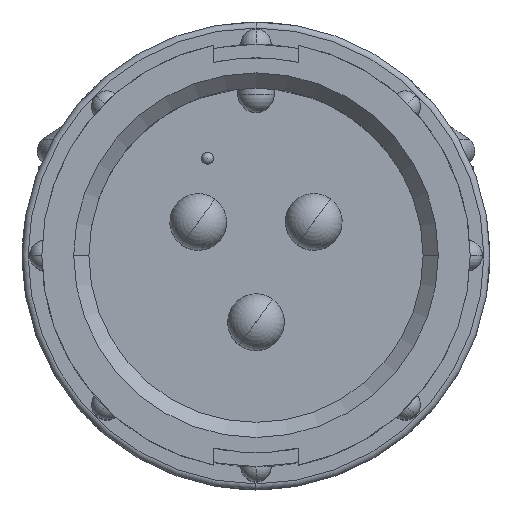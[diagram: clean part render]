
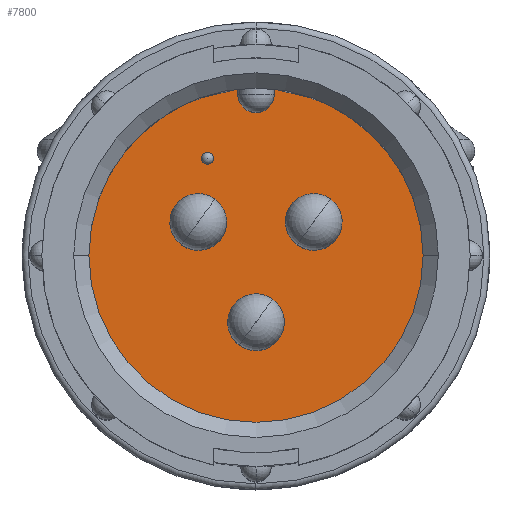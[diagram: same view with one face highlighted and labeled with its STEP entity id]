
A CAD part, top view. The second image highlights one B-rep face of the part: STEP entity #7800.
In plain terms, the highlighted planar face has unit normal (0, 0, 1).
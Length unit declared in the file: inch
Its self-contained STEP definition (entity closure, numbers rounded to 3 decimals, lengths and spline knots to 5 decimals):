
#22 = DIRECTION ( 'NONE',  ( 1., 0., 0. ) ) ;
#146 = CARTESIAN_POINT ( 'NONE',  ( -0.07, 0.16, -0.31 ) ) ;
#338 = DIRECTION ( 'NONE',  ( 1., 0., 0. ) ) ;
#425 = EDGE_CURVE ( 'NONE', #1408, #5398, #10380, .T. ) ;
#525 = AXIS2_PLACEMENT_3D ( 'NONE', #10392, #9106, #8712 ) ;
#542 = EDGE_CURVE ( 'NONE', #5398, #5220, #696, .T. ) ;
#562 = EDGE_CURVE ( 'NONE', #1408, #6410, #5880, .T. ) ;
#696 = CIRCLE ( 'NONE', #9294, 0.03 ) ;
#878 = AXIS2_PLACEMENT_3D ( 'NONE', #6618, #6634, #1349 ) ;
#921 = PLANE ( 'NONE',  #3335 ) ;
#958 = EDGE_LOOP ( 'NONE', ( #1708, #2854 ) ) ;
#999 = CIRCLE ( 'NONE', #525, 0.04668 ) ;
#1010 = EDGE_CURVE ( 'NONE', #5125, #9769, #8471, .T. ) ;
#1268 = CARTESIAN_POINT ( 'NONE',  ( -0.03, 0.265, -0.31 ) ) ;
#1330 = EDGE_LOOP ( 'NONE', ( #6582, #7830, #7047, #6520, #3928, #9526 ) ) ;
#1343 = VECTOR ( 'NONE', #10262, 39.37008 ) ;
#1349 = DIRECTION ( 'NONE',  ( 1., 0., 0. ) ) ;
#1386 = CARTESIAN_POINT ( 'NONE',  ( 0.03, 0.265, -0.31 ) ) ;
#1408 = VERTEX_POINT ( 'NONE', #10393 ) ;
#1501 = EDGE_CURVE ( 'NONE', #6410, #9016, #1550, .T. ) ;
#1547 = VERTEX_POINT ( 'NONE', #7502 ) ;
#1550 = CIRCLE ( 'NONE', #3510, 0.275 ) ;
#1583 = CARTESIAN_POINT ( 'NONE',  ( 0., 0.265, -0.31 ) ) ;
#1663 = VERTEX_POINT ( 'NONE', #146 ) ;
#1708 = ORIENTED_EDGE ( 'NONE', *, *, #10874, .T. ) ;
#1911 = CARTESIAN_POINT ( 'NONE',  ( 0.06757, 0.01723, -0.31 ) ) ;
#1958 = CIRCLE ( 'NONE', #3763, 0.04668 ) ;
#2177 = EDGE_CURVE ( 'NONE', #2416, #11063, #9761, .T. ) ;
#2265 = DIRECTION ( 'NONE',  ( 1., 0., 0. ) ) ;
#2401 = CIRCLE ( 'NONE', #5285, 0.275 ) ;
#2412 = DIRECTION ( 'NONE',  ( 0., 0., 1. ) ) ;
#2416 = VERTEX_POINT ( 'NONE', #1911 ) ;
#2469 = CARTESIAN_POINT ( 'NONE',  ( 0.02743, -0.07223, -0.31 ) ) ;
#2744 = ORIENTED_EDGE ( 'NONE', *, *, #5246, .F. ) ;
#2854 = ORIENTED_EDGE ( 'NONE', *, *, #10169, .T. ) ;
#2881 = CARTESIAN_POINT ( 'NONE',  ( 0.095, 0.055, -0.31 ) ) ;
#3282 = CARTESIAN_POINT ( 'NONE',  ( -0.08, 0.16, -0.31 ) ) ;
#3293 = EDGE_LOOP ( 'NONE', ( #5693, #4557 ) ) ;
#3335 = AXIS2_PLACEMENT_3D ( 'NONE', #3952, #4996, #11128 ) ;
#3376 = DIRECTION ( 'NONE',  ( 0., 0., 1. ) ) ;
#3475 = CARTESIAN_POINT ( 'NONE',  ( -0.095, 0.055, -0.31 ) ) ;
#3510 = AXIS2_PLACEMENT_3D ( 'NONE', #8988, #4035, #8407 ) ;
#3570 = DIRECTION ( 'NONE',  ( 0., 0., 1. ) ) ;
#3763 = AXIS2_PLACEMENT_3D ( 'NONE', #9626, #4368, #22 ) ;
#3812 = DIRECTION ( 'NONE',  ( 0., 0., -1. ) ) ;
#3912 = DIRECTION ( 'NONE',  ( 0., 0., 1. ) ) ;
#3928 = ORIENTED_EDGE ( 'NONE', *, *, #1501, .T. ) ;
#3952 = CARTESIAN_POINT ( 'NONE',  ( 0., 0., -0.31 ) ) ;
#4035 = DIRECTION ( 'NONE',  ( 0., 0., 1. ) ) ;
#4154 = DIRECTION ( 'NONE',  ( 1., 0., 0. ) ) ;
#4250 = EDGE_CURVE ( 'NONE', #9561, #1547, #999, .T. ) ;
#4313 = CIRCLE ( 'NONE', #8285, 0.01 ) ;
#4340 = AXIS2_PLACEMENT_3D ( 'NONE', #2881, #9005, #5425 ) ;
#4368 = DIRECTION ( 'NONE',  ( 0., 0., 1. ) ) ;
#4478 = EDGE_CURVE ( 'NONE', #5220, #11292, #9087, .T. ) ;
#4557 = ORIENTED_EDGE ( 'NONE', *, *, #7305, .F. ) ;
#4592 = CARTESIAN_POINT ( 'NONE',  ( -0.09, 0.16, -0.31 ) ) ;
#4796 = EDGE_LOOP ( 'NONE', ( #7087, #6773 ) ) ;
#4839 = VECTOR ( 'NONE', #8825, 39.37008 ) ;
#4996 = DIRECTION ( 'NONE',  ( 0., 0., 1. ) ) ;
#5125 = VERTEX_POINT ( 'NONE', #2469 ) ;
#5170 = CARTESIAN_POINT ( 'NONE',  ( 0., -0.11, -0.31 ) ) ;
#5220 = VERTEX_POINT ( 'NONE', #10151 ) ;
#5246 = EDGE_CURVE ( 'NONE', #11063, #2416, #7033, .T. ) ;
#5285 = AXIS2_PLACEMENT_3D ( 'NONE', #8504, #2412, #10898 ) ;
#5344 = VERTEX_POINT ( 'NONE', #4592 ) ;
#5398 = VERTEX_POINT ( 'NONE', #1268 ) ;
#5425 = DIRECTION ( 'NONE',  ( 1., 0., 0. ) ) ;
#5447 = EDGE_CURVE ( 'NONE', #9016, #11292, #2401, .T. ) ;
#5683 = AXIS2_PLACEMENT_3D ( 'NONE', #5170, #3570, #5821 ) ;
#5693 = ORIENTED_EDGE ( 'NONE', *, *, #1010, .F. ) ;
#5821 = DIRECTION ( 'NONE',  ( 1., 0., 0. ) ) ;
#5834 = DIRECTION ( 'NONE',  ( 0., 0., 1. ) ) ;
#5880 = CIRCLE ( 'NONE', #878, 0.275 ) ;
#5986 = DIRECTION ( 'NONE',  ( 1., 0., 0. ) ) ;
#6410 = VERTEX_POINT ( 'NONE', #7544 ) ;
#6520 = ORIENTED_EDGE ( 'NONE', *, *, #562, .T. ) ;
#6522 = CIRCLE ( 'NONE', #11307, 0.01 ) ;
#6582 = ORIENTED_EDGE ( 'NONE', *, *, #4478, .F. ) ;
#6618 = CARTESIAN_POINT ( 'NONE',  ( 0., 0., -0.31 ) ) ;
#6634 = DIRECTION ( 'NONE',  ( 0., 0., 1. ) ) ;
#6773 = ORIENTED_EDGE ( 'NONE', *, *, #4250, .F. ) ;
#6959 = CARTESIAN_POINT ( 'NONE',  ( 0.275, 0., -0.31 ) ) ;
#7012 = FACE_BOUND ( 'NONE', #958, .T. ) ;
#7033 = CIRCLE ( 'NONE', #4340, 0.04668 ) ;
#7047 = ORIENTED_EDGE ( 'NONE', *, *, #425, .F. ) ;
#7087 = ORIENTED_EDGE ( 'NONE', *, *, #7657, .F. ) ;
#7247 = ORIENTED_EDGE ( 'NONE', *, *, #2177, .F. ) ;
#7305 = EDGE_CURVE ( 'NONE', #9769, #5125, #1958, .T. ) ;
#7431 = CARTESIAN_POINT ( 'NONE',  ( 0.03, 0.27336, -0.31 ) ) ;
#7502 = CARTESIAN_POINT ( 'NONE',  ( -0.06757, 0.09277, -0.31 ) ) ;
#7544 = CARTESIAN_POINT ( 'NONE',  ( -0.275, 0., -0.31 ) ) ;
#7649 = AXIS2_PLACEMENT_3D ( 'NONE', #3475, #5834, #338 ) ;
#7657 = EDGE_CURVE ( 'NONE', #1547, #9561, #10831, .T. ) ;
#7800 = ADVANCED_FACE ( 'NONE', ( #7834, #10447, #7012, #10456, #9081 ), #921, .T. ) ;
#7830 = ORIENTED_EDGE ( 'NONE', *, *, #542, .F. ) ;
#7834 = FACE_BOUND ( 'NONE', #4796, .T. ) ;
#8137 = AXIS2_PLACEMENT_3D ( 'NONE', #9282, #3376, #5986 ) ;
#8285 = AXIS2_PLACEMENT_3D ( 'NONE', #3282, #9415, #4154 ) ;
#8407 = DIRECTION ( 'NONE',  ( 1., 0., 0. ) ) ;
#8471 = CIRCLE ( 'NONE', #5683, 0.04668 ) ;
#8504 = CARTESIAN_POINT ( 'NONE',  ( 0., 0., -0.31 ) ) ;
#8712 = DIRECTION ( 'NONE',  ( 1., 0., 0. ) ) ;
#8825 = DIRECTION ( 'NONE',  ( 0., 1., 0. ) ) ;
#8988 = CARTESIAN_POINT ( 'NONE',  ( 0., 0., -0.31 ) ) ;
#9005 = DIRECTION ( 'NONE',  ( 0., 0., 1. ) ) ;
#9016 = VERTEX_POINT ( 'NONE', #6959 ) ;
#9079 = CARTESIAN_POINT ( 'NONE',  ( -0.08, 0.16, -0.31 ) ) ;
#9081 = FACE_BOUND ( 'NONE', #10109, .T. ) ;
#9087 = LINE ( 'NONE', #1386, #4839 ) ;
#9106 = DIRECTION ( 'NONE',  ( 0., 0., 1. ) ) ;
#9282 = CARTESIAN_POINT ( 'NONE',  ( 0.095, 0.055, -0.31 ) ) ;
#9294 = AXIS2_PLACEMENT_3D ( 'NONE', #1583, #3912, #2265 ) ;
#9415 = DIRECTION ( 'NONE',  ( 0., 0., -1. ) ) ;
#9526 = ORIENTED_EDGE ( 'NONE', *, *, #5447, .T. ) ;
#9561 = VERTEX_POINT ( 'NONE', #10836 ) ;
#9626 = CARTESIAN_POINT ( 'NONE',  ( 0., -0.11, -0.31 ) ) ;
#9679 = CARTESIAN_POINT ( 'NONE',  ( 0.12243, 0.09277, -0.31 ) ) ;
#9761 = CIRCLE ( 'NONE', #8137, 0.04668 ) ;
#9769 = VERTEX_POINT ( 'NONE', #11190 ) ;
#9949 = DIRECTION ( 'NONE',  ( 1., 0., 0. ) ) ;
#10109 = EDGE_LOOP ( 'NONE', ( #2744, #7247 ) ) ;
#10151 = CARTESIAN_POINT ( 'NONE',  ( 0.03, 0.265, -0.31 ) ) ;
#10169 = EDGE_CURVE ( 'NONE', #5344, #1663, #6522, .T. ) ;
#10262 = DIRECTION ( 'NONE',  ( 0., -1., 0. ) ) ;
#10380 = LINE ( 'NONE', #10691, #1343 ) ;
#10392 = CARTESIAN_POINT ( 'NONE',  ( -0.095, 0.055, -0.31 ) ) ;
#10393 = CARTESIAN_POINT ( 'NONE',  ( -0.03, 0.27336, -0.31 ) ) ;
#10447 = FACE_OUTER_BOUND ( 'NONE', #1330, .T. ) ;
#10456 = FACE_BOUND ( 'NONE', #3293, .T. ) ;
#10691 = CARTESIAN_POINT ( 'NONE',  ( -0.03, 0.27336, -0.31 ) ) ;
#10831 = CIRCLE ( 'NONE', #7649, 0.04668 ) ;
#10836 = CARTESIAN_POINT ( 'NONE',  ( -0.12243, 0.01723, -0.31 ) ) ;
#10874 = EDGE_CURVE ( 'NONE', #1663, #5344, #4313, .T. ) ;
#10898 = DIRECTION ( 'NONE',  ( 1., 0., 0. ) ) ;
#11063 = VERTEX_POINT ( 'NONE', #9679 ) ;
#11128 = DIRECTION ( 'NONE',  ( 1., 0., 0. ) ) ;
#11190 = CARTESIAN_POINT ( 'NONE',  ( -0.02743, -0.14777, -0.31 ) ) ;
#11292 = VERTEX_POINT ( 'NONE', #7431 ) ;
#11307 = AXIS2_PLACEMENT_3D ( 'NONE', #9079, #3812, #9949 ) ;
